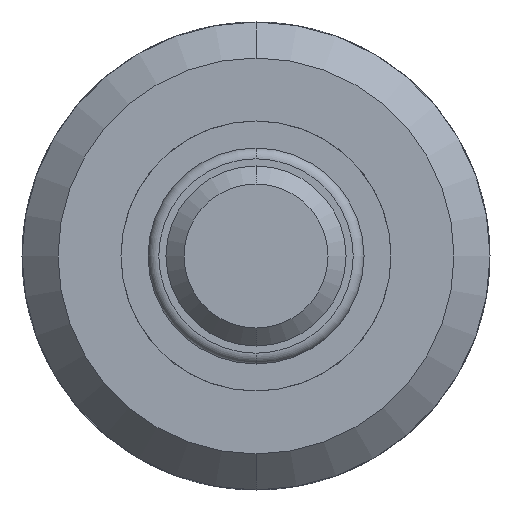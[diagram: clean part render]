
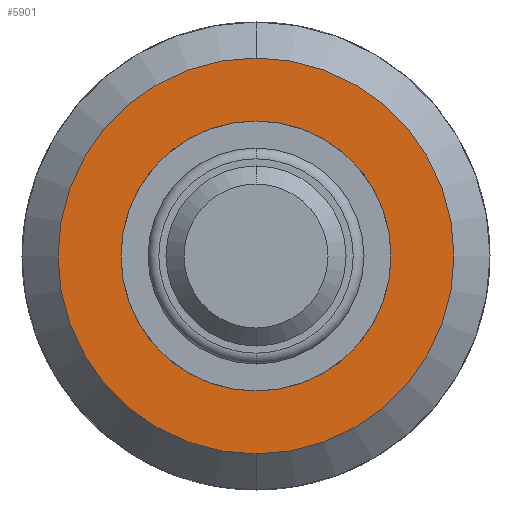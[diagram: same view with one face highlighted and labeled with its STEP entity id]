
A CAD part, front view. The second image highlights one B-rep face of the part: STEP entity #5901.
In plain terms, the highlighted planar face has unit normal (0, -1, 0).
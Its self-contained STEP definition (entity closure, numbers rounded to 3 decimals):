
#20 = AXIS2_PLACEMENT_3D ( 'NONE', #3062, #9206, #10033 ) ;
#90 = EDGE_CURVE ( 'Defeature ausgef�hrt2_156+Defeature ausgef�hrt2_157+Defeature ausgef�hrt2_157+Defeature ausgef�hrt2_157', #2105, #4063, #10141, .T. ) ;
#773 = CARTESIAN_POINT ( 'NONE',  ( 0., 28.3, 0. ) ) ;
#882 = DIRECTION ( 'NONE',  ( 0., -1., 0. ) ) ;
#983 = EDGE_LOOP ( 'NONE', ( #3241, #1694 ) ) ;
#1090 = DIRECTION ( 'NONE',  ( 0., 0., -1. ) ) ;
#1633 = DIRECTION ( 'NONE',  ( 0., 0., -1. ) ) ;
#1694 = ORIENTED_EDGE ( 'NONE', *, *, #11199, .T. ) ;
#1731 = DIRECTION ( 'NONE',  ( 0., -1., 0. ) ) ;
#1768 = DIRECTION ( 'NONE',  ( 0., 0., -1. ) ) ;
#1968 = CIRCLE ( 'NONE', #10246, 2.75 ) ;
#2105 = VERTEX_POINT ( 'NONE', #11359 ) ;
#2203 = CARTESIAN_POINT ( 'NONE',  ( 0., 28.3, -0.9 ) ) ;
#2413 = ORIENTED_EDGE ( 'NONE', *, *, #10112, .T. ) ;
#2863 = DIRECTION ( 'NONE',  ( 0., -1., 0. ) ) ;
#3062 = CARTESIAN_POINT ( 'NONE',  ( 0., 28.3, 0. ) ) ;
#3241 = ORIENTED_EDGE ( 'NONE', *, *, #90, .T. ) ;
#3832 = DIRECTION ( 'NONE',  ( 0., 0., 1. ) ) ;
#3974 = VERTEX_POINT ( 'NONE', #6287 ) ;
#4063 = VERTEX_POINT ( 'NONE', #2203 ) ;
#4298 = ORIENTED_EDGE ( 'NONE', *, *, #8785, .T. ) ;
#5237 = AXIS2_PLACEMENT_3D ( 'NONE', #7197, #2863, #1090 ) ;
#5246 = VERTEX_POINT ( 'NONE', #7718 ) ;
#5480 = CARTESIAN_POINT ( 'NONE',  ( 0., 28.3, 0. ) ) ;
#5879 = AXIS2_PLACEMENT_3D ( 'NONE', #5480, #10763, #3832 ) ;
#5901 = ADVANCED_FACE ( 'Defeature ausgef�hrt2_156', ( #11131, #9184 ), #8992, .T. ) ;
#6287 = CARTESIAN_POINT ( 'NONE',  ( 0., 28.3, 2.75 ) ) ;
#7197 = CARTESIAN_POINT ( 'NONE',  ( -3.25, 28.3, 0. ) ) ;
#7618 = AXIS2_PLACEMENT_3D ( 'NONE', #773, #882, #1633 ) ;
#7718 = CARTESIAN_POINT ( 'NONE',  ( 0., 28.3, -2.75 ) ) ;
#7839 = CARTESIAN_POINT ( 'NONE',  ( 0., 28.3, 0. ) ) ;
#8289 = CIRCLE ( 'NONE', #7618, 2.75 ) ;
#8785 = EDGE_CURVE ( 'Defeature ausgef�hrt2_156+Defeature ausgef�hrt2_159+Defeature ausgef�hrt2_159+Defeature ausgef�hrt2_159', #5246, #3974, #1968, .T. ) ;
#8992 = PLANE ( 'NONE',  #5237 ) ;
#9184 = FACE_BOUND ( 'NONE', #983, .T. ) ;
#9206 = DIRECTION ( 'NONE',  ( 0., 1., 0. ) ) ;
#9810 = EDGE_LOOP ( 'NONE', ( #2413, #4298 ) ) ;
#10033 = DIRECTION ( 'NONE',  ( 0., 0., 1. ) ) ;
#10112 = EDGE_CURVE ( 'Defeature ausgef�hrt2_156+Defeature ausgef�hrt2_159+Defeature ausgef�hrt2_159+Defeature ausgef�hrt2_159', #3974, #5246, #8289, .T. ) ;
#10141 = CIRCLE ( 'NONE', #20, 0.9 ) ;
#10246 = AXIS2_PLACEMENT_3D ( 'NONE', #7839, #1731, #1768 ) ;
#10763 = DIRECTION ( 'NONE',  ( 0., 1., 0. ) ) ;
#11028 = CIRCLE ( 'NONE', #5879, 0.9 ) ;
#11131 = FACE_OUTER_BOUND ( 'NONE', #9810, .T. ) ;
#11199 = EDGE_CURVE ( 'Defeature ausgef�hrt2_156+Defeature ausgef�hrt2_157+Defeature ausgef�hrt2_157+Defeature ausgef�hrt2_157', #4063, #2105, #11028, .T. ) ;
#11359 = CARTESIAN_POINT ( 'NONE',  ( 0., 28.3, 0.9 ) ) ;
